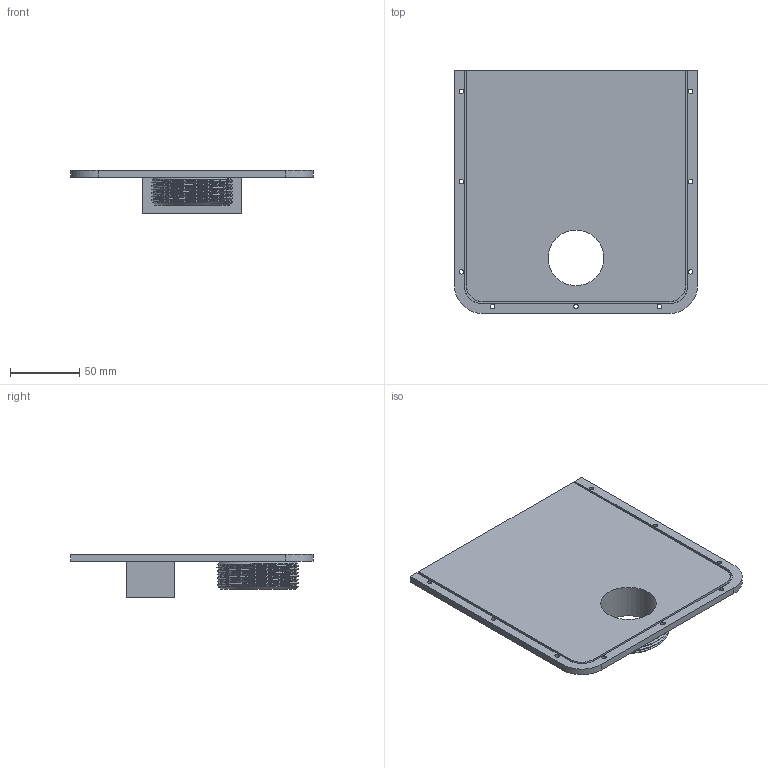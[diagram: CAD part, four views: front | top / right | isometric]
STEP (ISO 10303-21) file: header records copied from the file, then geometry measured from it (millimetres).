
FILE_DESCRIPTION(('FreeCAD Model'),'2;1');
FILE_NAME('Open CASCADE Shape Model','2025-11-09T17:28:40',(''),(''), 'Open CASCADE STEP processor 7.8','FreeCAD','Unknown');
FILE_SCHEMA(('AUTOMOTIVE_DESIGN { 1 0 10303 214 1 1 1 1 }'));
Length unit declared in the file: millimetre
Products named in the file (1): Baseplate
Bounding box: 175 x 175 x 31 mm (x, y, z)
Volume: 233097.7 mm3; surface area: 79865.4 mm2
Topology: 1 solids, 1 shells, 131 faces, 336 edges, 218 vertices
Faces by surface type: plane 83, bspline 25, cylinder 15, cone 8
Full cylindrical faces by diameter (mm): 3.3 x9, 6.5 x2, 40 x1
Entity records: 7202 total; most frequent: CARTESIAN_POINT 4134, ORIENTED_EDGE 672, DIRECTION 530, EDGE_CURVE 336, LINE 232, VECTOR 232, VERTEX_POINT 218, FACE_BOUND 166
